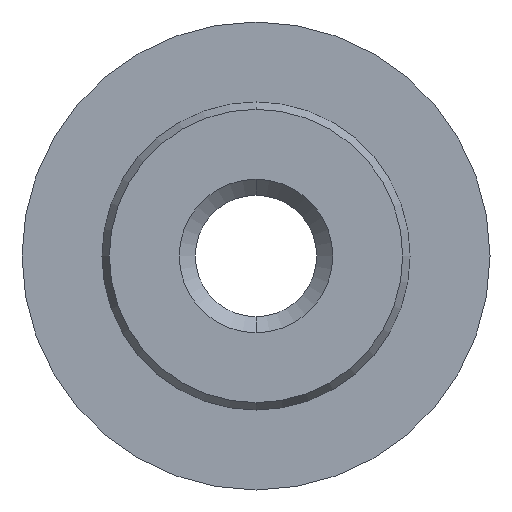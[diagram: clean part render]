
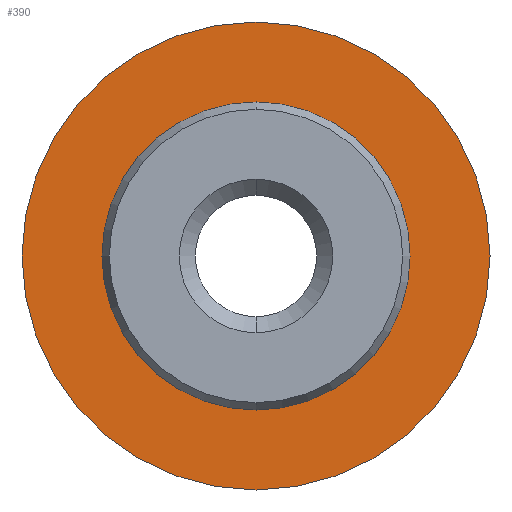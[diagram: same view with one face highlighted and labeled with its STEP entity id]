
A CAD part, front view. The second image highlights one B-rep face of the part: STEP entity #390.
In plain terms, the highlighted planar face has unit normal (0, -1, 0).
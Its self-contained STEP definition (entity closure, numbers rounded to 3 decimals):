
#16 = ORIENTED_EDGE ( 'NONE', *, *, #78, .T. ) ;
#19 = CIRCLE ( 'NONE', #42, 1.83 ) ;
#24 = VERTEX_POINT ( 'NONE', #347 ) ;
#34 = CIRCLE ( 'NONE', #337, 1.205 ) ;
#40 = CIRCLE ( 'NONE', #242, 1.83 ) ;
#42 = AXIS2_PLACEMENT_3D ( 'NONE', #464, #149, #183 ) ;
#57 = PLANE ( 'NONE',  #254 ) ;
#59 = VERTEX_POINT ( 'NONE', #382 ) ;
#62 = EDGE_CURVE ( 'NONE', #235, #59, #40, .T. ) ;
#65 = ORIENTED_EDGE ( 'NONE', *, *, #488, .T. ) ;
#67 = EDGE_LOOP ( 'NONE', ( #492, #83 ) ) ;
#78 = EDGE_CURVE ( 'NONE', #24, #216, #34, .T. ) ;
#83 = ORIENTED_EDGE ( 'NONE', *, *, #289, .F. ) ;
#123 = CARTESIAN_POINT ( 'NONE',  ( 0., 0., 0. ) ) ;
#149 = DIRECTION ( 'NONE',  ( 0., 1., 0. ) ) ;
#162 = DIRECTION ( 'NONE',  ( 0., 1., 0. ) ) ;
#183 = DIRECTION ( 'NONE',  ( 0., 0., 1. ) ) ;
#198 = DIRECTION ( 'NONE',  ( 0., 1., 0. ) ) ;
#206 = CARTESIAN_POINT ( 'NONE',  ( 0., 0., 0. ) ) ;
#209 = CIRCLE ( 'NONE', #277, 1.205 ) ;
#216 = VERTEX_POINT ( 'NONE', #287 ) ;
#235 = VERTEX_POINT ( 'NONE', #251 ) ;
#242 = AXIS2_PLACEMENT_3D ( 'NONE', #348, #162, #435 ) ;
#251 = CARTESIAN_POINT ( 'NONE',  ( 0., 0., 1.83 ) ) ;
#254 = AXIS2_PLACEMENT_3D ( 'NONE', #262, #504, #314 ) ;
#262 = CARTESIAN_POINT ( 'NONE',  ( 1.205, 0., 0. ) ) ;
#277 = AXIS2_PLACEMENT_3D ( 'NONE', #206, #363, #366 ) ;
#287 = CARTESIAN_POINT ( 'NONE',  ( 0., 0., 1.205 ) ) ;
#289 = EDGE_CURVE ( 'NONE', #59, #235, #19, .T. ) ;
#314 = DIRECTION ( 'NONE',  ( 0., 0., 1. ) ) ;
#337 = AXIS2_PLACEMENT_3D ( 'NONE', #123, #198, #353 ) ;
#347 = CARTESIAN_POINT ( 'NONE',  ( 0., 0., -1.205 ) ) ;
#348 = CARTESIAN_POINT ( 'NONE',  ( 0., 0., 0. ) ) ;
#351 = FACE_BOUND ( 'NONE', #453, .T. ) ;
#353 = DIRECTION ( 'NONE',  ( 0., 0., 1. ) ) ;
#363 = DIRECTION ( 'NONE',  ( 0., 1., 0. ) ) ;
#366 = DIRECTION ( 'NONE',  ( 0., 0., 1. ) ) ;
#382 = CARTESIAN_POINT ( 'NONE',  ( 0., 0., -1.83 ) ) ;
#390 = ADVANCED_FACE ( 'NONE', ( #457, #351 ), #57, .F. ) ;
#435 = DIRECTION ( 'NONE',  ( 0., 0., 1. ) ) ;
#453 = EDGE_LOOP ( 'NONE', ( #65, #16 ) ) ;
#457 = FACE_OUTER_BOUND ( 'NONE', #67, .T. ) ;
#464 = CARTESIAN_POINT ( 'NONE',  ( 0., 0., 0. ) ) ;
#488 = EDGE_CURVE ( 'NONE', #216, #24, #209, .T. ) ;
#492 = ORIENTED_EDGE ( 'NONE', *, *, #62, .F. ) ;
#504 = DIRECTION ( 'NONE',  ( 0., 1., 0. ) ) ;
